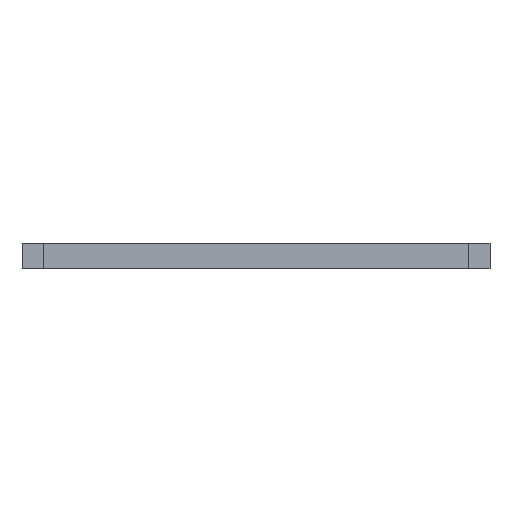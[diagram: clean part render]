
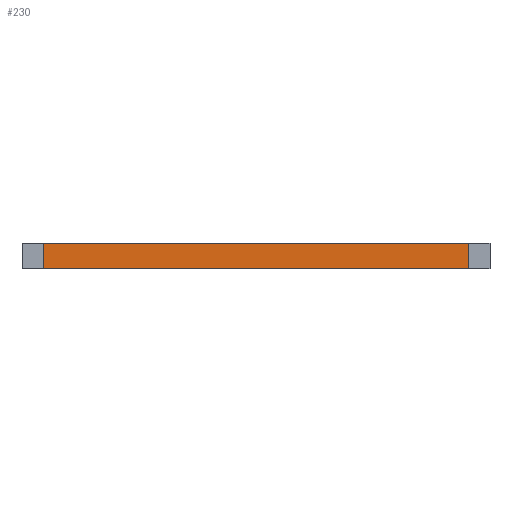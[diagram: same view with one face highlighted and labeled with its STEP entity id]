
A CAD part, front view. The second image highlights one B-rep face of the part: STEP entity #230.
In plain terms, the highlighted planar face has unit normal (0, -1, 0).
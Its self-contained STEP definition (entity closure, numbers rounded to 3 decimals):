
#19 = VERTEX_POINT ( 'NONE', #36 ) ;
#36 = CARTESIAN_POINT ( 'NONE',  ( 105., 5., 0. ) ) ;
#59 = LINE ( 'NONE', #391, #751 ) ;
#230 = ADVANCED_FACE ( 'NONE', ( #1062 ), #303, .F. ) ;
#253 = ORIENTED_EDGE ( 'NONE', *, *, #480, .F. ) ;
#291 = CARTESIAN_POINT ( 'NONE',  ( 5., 5., 0. ) ) ;
#303 = PLANE ( 'NONE',  #425 ) ;
#307 = ORIENTED_EDGE ( 'NONE', *, *, #463, .F. ) ;
#355 = VECTOR ( 'NONE', #893, 1000. ) ;
#368 = CARTESIAN_POINT ( 'NONE',  ( 105., 5., 6. ) ) ;
#391 = CARTESIAN_POINT ( 'NONE',  ( 51.781, 5., 6. ) ) ;
#425 = AXIS2_PLACEMENT_3D ( 'NONE', #558, #887, #729 ) ;
#463 = EDGE_CURVE ( 'NONE', #1060, #19, #642, .T. ) ;
#479 = CARTESIAN_POINT ( 'NONE',  ( 105., 5., 6. ) ) ;
#480 = EDGE_CURVE ( 'NONE', #1070, #1060, #59, .T. ) ;
#487 = VERTEX_POINT ( 'NONE', #291 ) ;
#526 = EDGE_CURVE ( 'NONE', #487, #19, #845, .T. ) ;
#558 = CARTESIAN_POINT ( 'NONE',  ( 5., 5., 6. ) ) ;
#598 = CARTESIAN_POINT ( 'NONE',  ( 5., 5., 6. ) ) ;
#642 = LINE ( 'NONE', #479, #355 ) ;
#654 = EDGE_LOOP ( 'NONE', ( #307, #253, #1075, #678 ) ) ;
#669 = CARTESIAN_POINT ( 'NONE',  ( 5., 5., 0. ) ) ;
#678 = ORIENTED_EDGE ( 'NONE', *, *, #526, .T. ) ;
#682 = LINE ( 'NONE', #789, #879 ) ;
#729 = DIRECTION ( 'NONE',  ( 1., 0., 0. ) ) ;
#751 = VECTOR ( 'NONE', #987, 1000. ) ;
#789 = CARTESIAN_POINT ( 'NONE',  ( 5., 5., 6. ) ) ;
#822 = VECTOR ( 'NONE', #849, 1000. ) ;
#845 = LINE ( 'NONE', #669, #822 ) ;
#849 = DIRECTION ( 'NONE',  ( 1., 0., 0. ) ) ;
#879 = VECTOR ( 'NONE', #889, 1000. ) ;
#887 = DIRECTION ( 'NONE',  ( 0., 1., 0. ) ) ;
#889 = DIRECTION ( 'NONE',  ( 0., 0., 1. ) ) ;
#893 = DIRECTION ( 'NONE',  ( 0., 0., -1. ) ) ;
#987 = DIRECTION ( 'NONE',  ( 1., 0., 0. ) ) ;
#1019 = EDGE_CURVE ( 'NONE', #487, #1070, #682, .T. ) ;
#1060 = VERTEX_POINT ( 'NONE', #368 ) ;
#1062 = FACE_OUTER_BOUND ( 'NONE', #654, .T. ) ;
#1070 = VERTEX_POINT ( 'NONE', #598 ) ;
#1075 = ORIENTED_EDGE ( 'NONE', *, *, #1019, .F. ) ;
